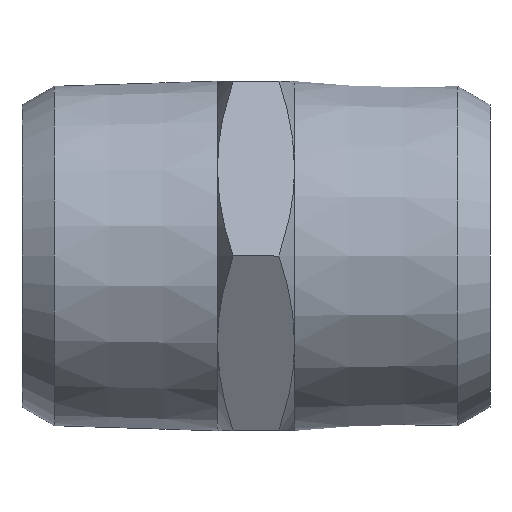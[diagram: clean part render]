
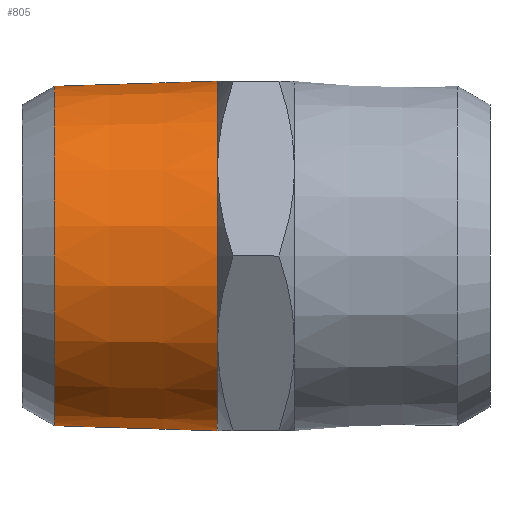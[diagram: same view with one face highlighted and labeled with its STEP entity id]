
A CAD part, left-side view. The second image highlights one B-rep face of the part: STEP entity #805.
In plain terms, the highlighted conical face has half-angle 1.79 degrees and reference radius 16.5 mm.
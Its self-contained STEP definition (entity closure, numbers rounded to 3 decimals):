
#42 = EDGE_CURVE ( 'NONE', #525, #525, #790, .T. ) ;
#44 = EDGE_CURVE ( 'NONE', #523, #523, #601, .T. ) ;
#95 = AXIS2_PLACEMENT_3D ( 'NONE', #306, #308, #307 ) ;
#97 = AXIS2_PLACEMENT_3D ( 'NONE', #321, #325, #327 ) ;
#122 = AXIS2_PLACEMENT_3D ( 'NONE', #158, #149, #156 ) ;
#148 = CARTESIAN_POINT ( 'NONE',  ( 0., 26.5, -16.996 ) ) ;
#149 = DIRECTION ( 'NONE',  ( 0., -1., 0. ) ) ;
#156 = DIRECTION ( 'NONE',  ( 0., 0., -1. ) ) ;
#158 = CARTESIAN_POINT ( 'NONE',  ( 0., 42.382, 0. ) ) ;
#266 = CARTESIAN_POINT ( 'NONE',  ( 0., 42.382, -16.5 ) ) ;
#306 = CARTESIAN_POINT ( 'NONE',  ( 0., 26.5, 0. ) ) ;
#307 = DIRECTION ( 'NONE',  ( 0., 0., -1. ) ) ;
#308 = DIRECTION ( 'NONE',  ( 0., -1., 0. ) ) ;
#321 = CARTESIAN_POINT ( 'NONE',  ( 0., 42.382, 0. ) ) ;
#325 = DIRECTION ( 'NONE',  ( 0., -1., 0. ) ) ;
#327 = DIRECTION ( 'NONE',  ( 0., 0., -1. ) ) ;
#523 = VERTEX_POINT ( 'NONE', #266 ) ;
#525 = VERTEX_POINT ( 'NONE', #148 ) ;
#557 = CONICAL_SURFACE ( 'NONE', #122, 16.5, 0.031 ) ;
#561 = FACE_OUTER_BOUND ( 'NONE', #637, .T. ) ;
#567 = FACE_BOUND ( 'NONE', #634, .T. ) ;
#601 = CIRCLE ( 'NONE', #97, 16.5 ) ;
#634 = EDGE_LOOP ( 'NONE', ( #765 ) ) ;
#637 = EDGE_LOOP ( 'NONE', ( #766 ) ) ;
#765 = ORIENTED_EDGE ( 'NONE', *, *, #44, .T. ) ;
#766 = ORIENTED_EDGE ( 'NONE', *, *, #42, .F. ) ;
#790 = CIRCLE ( 'NONE', #95, 16.996 ) ;
#805 = ADVANCED_FACE ( 'NONE', ( #567, #561 ), #557, .T. ) ;
